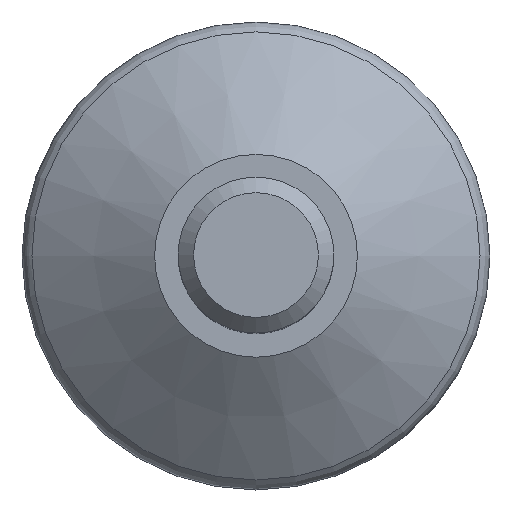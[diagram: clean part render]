
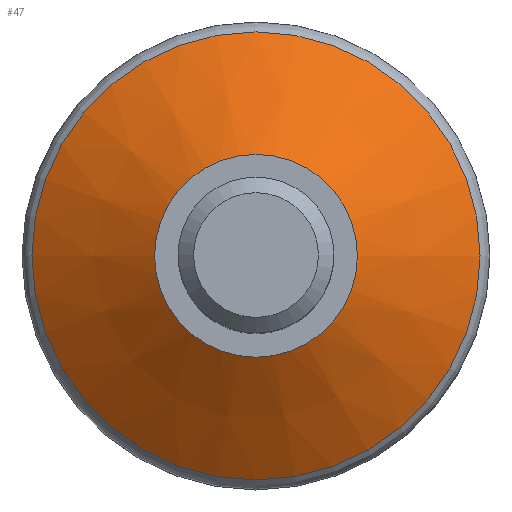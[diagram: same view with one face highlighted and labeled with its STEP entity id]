
A CAD part, top view. The second image highlights one B-rep face of the part: STEP entity #47.
In plain terms, the highlighted conical face has half-angle 54.782 degrees and reference radius 15 mm.
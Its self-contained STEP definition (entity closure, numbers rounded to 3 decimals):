
#47 = ADVANCED_FACE( '', ( #94, #95 ), #96, .T. );
#94 = FACE_OUTER_BOUND( '', #135, .T. );
#95 = FACE_BOUND( '', #136, .T. );
#96 = CONICAL_SURFACE( '', #137, 15., 0.956 );
#135 = EDGE_LOOP( '', ( #184 ) );
#136 = EDGE_LOOP( '', ( #185 ) );
#137 = AXIS2_PLACEMENT_3D( '', #186, #187, #188 );
#184 = ORIENTED_EDGE( '', *, *, #197, .T. );
#185 = ORIENTED_EDGE( '', *, *, #204, .F. );
#186 = CARTESIAN_POINT( '', ( 0., 0., 6. ) );
#187 = DIRECTION( '', ( 0., 0., -1. ) );
#188 = DIRECTION( '', ( -1., 0., 0. ) );
#197 = EDGE_CURVE( '', #215, #215, #216, .T. );
#204 = EDGE_CURVE( '', #226, #226, #227, .T. );
#215 = VERTEX_POINT( '', #240 );
#216 = CIRCLE( '', #241, 14.365 );
#226 = VERTEX_POINT( '', #251 );
#227 = CIRCLE( '', #252, 6.5 );
#240 = CARTESIAN_POINT( '', ( 14.365, 0., 6.448 ) );
#241 = AXIS2_PLACEMENT_3D( '', #265, #266, #267 );
#251 = CARTESIAN_POINT( '', ( 6.5, 0., 12. ) );
#252 = AXIS2_PLACEMENT_3D( '', #277, #278, #279 );
#265 = CARTESIAN_POINT( '', ( 0., 0., 6.448 ) );
#266 = DIRECTION( '', ( 0., 0., 1. ) );
#267 = DIRECTION( '', ( 1., 0., 0. ) );
#277 = CARTESIAN_POINT( '', ( 0., 0., 12. ) );
#278 = DIRECTION( '', ( 0., 0., 1. ) );
#279 = DIRECTION( '', ( 1., 0., 0. ) );
